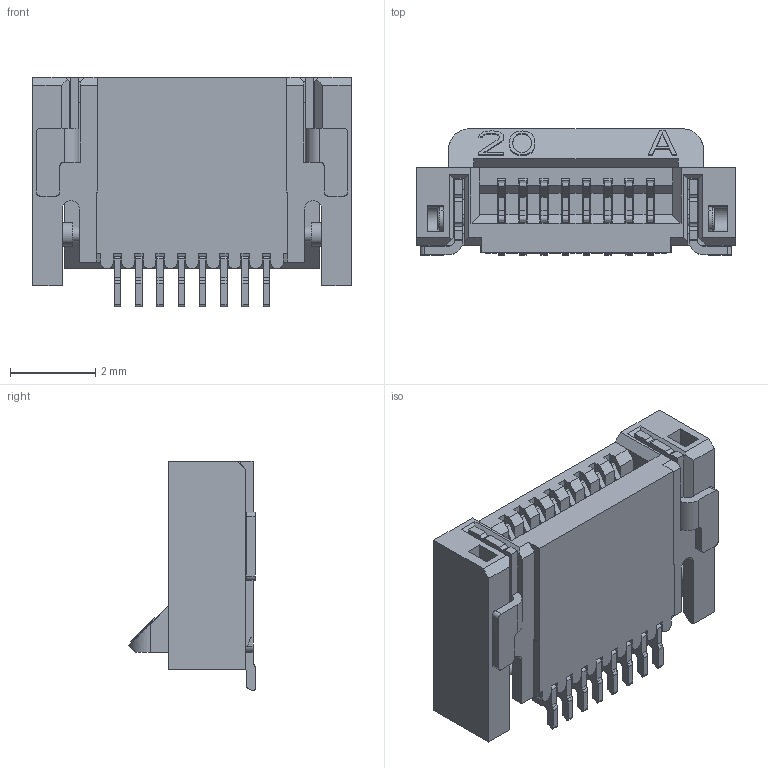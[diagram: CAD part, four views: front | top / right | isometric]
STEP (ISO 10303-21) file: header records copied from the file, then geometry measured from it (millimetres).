
FILE_DESCRIPTION (( 'STEP AP214' ), '1' );
FILE_NAME ('FPC-05FB-8PH20.STEP', '2022-08-04T04:56:52', ( '' ), ( '' ), 'SwSTEP 2.0', 'SolidWorks 2021', '' );
FILE_SCHEMA (( 'AUTOMOTIVE_DESIGN' ));
Length unit declared in the file: millimetre
Products named in the file (1): FPC-05FB-8PH20
Bounding box: 7.5 x 2.97 x 5.4 mm (x, y, z)
Volume: 52 mm3; surface area: 373 mm2
Topology: 12 solids, 12 shells, 1022 faces, 2960 edges, 1946 vertices
Faces by surface type: plane 682, cylinder 336, bspline 4
Entity records: 45042 total; most frequent: CARTESIAN_POINT 6124, ORIENTED_EDGE 5918, DIRECTION 5661, EDGE_CURVE 2959, VECTOR 2263, LINE 2263, VERTEX_POINT 1946, AXIS2_PLACEMENT_3D 1699
